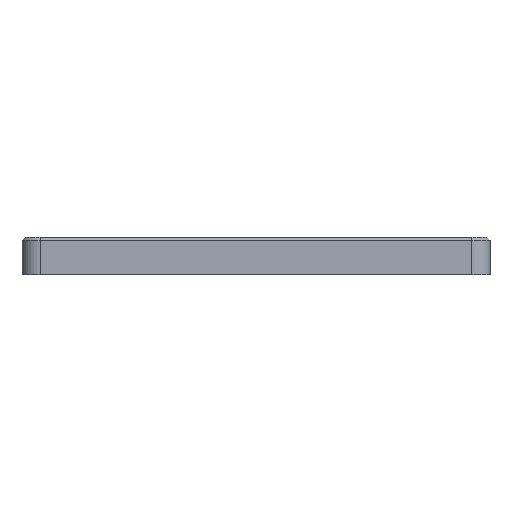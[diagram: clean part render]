
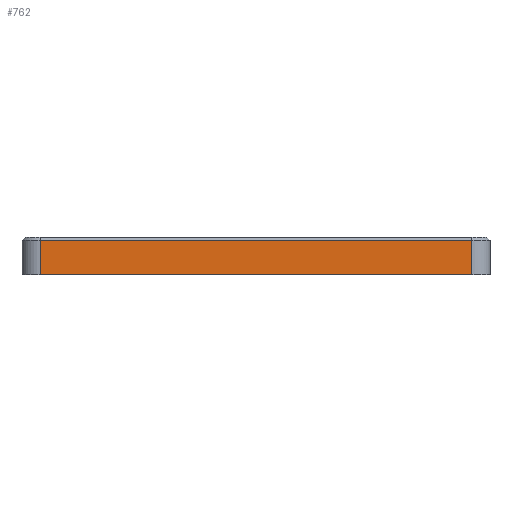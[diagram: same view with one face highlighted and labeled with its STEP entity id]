
A CAD part, left-side view. The second image highlights one B-rep face of the part: STEP entity #762.
In plain terms, the highlighted planar face has unit normal (-1, 0, 0).
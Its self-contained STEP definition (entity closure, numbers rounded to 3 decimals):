
#109 = CARTESIAN_POINT ( 'NONE',  ( 0., 3., 5.65 ) ) ;
#573 = LINE ( 'NONE', #5280, #7017 ) ;
#726 = DIRECTION ( 'NONE',  ( 0., -1., 0. ) ) ;
#762 = ADVANCED_FACE ( 'NONE', ( #8628 ), #7235, .F. ) ;
#768 = CARTESIAN_POINT ( 'NONE',  ( 0., 74.63, 0. ) ) ;
#1058 = ORIENTED_EDGE ( 'NONE', *, *, #3890, .T. ) ;
#1068 = ORIENTED_EDGE ( 'NONE', *, *, #3082, .T. ) ;
#1225 = DIRECTION ( 'NONE',  ( 0., 1., 0. ) ) ;
#1443 = DIRECTION ( 'NONE',  ( 0., 0., -1. ) ) ;
#1582 = LINE ( 'NONE', #6823, #4386 ) ;
#1594 = AXIS2_PLACEMENT_3D ( 'NONE', #3269, #3313, #2530 ) ;
#2050 = CARTESIAN_POINT ( 'NONE',  ( 0., 0., 0. ) ) ;
#2085 = VERTEX_POINT ( 'NONE', #768 ) ;
#2530 = DIRECTION ( 'NONE',  ( 0., 0., -1. ) ) ;
#3082 = EDGE_CURVE ( 'NONE', #2085, #3105, #8094, .T. ) ;
#3105 = VERTEX_POINT ( 'NONE', #4069 ) ;
#3269 = CARTESIAN_POINT ( 'NONE',  ( 0., 0., 6.15 ) ) ;
#3313 = DIRECTION ( 'NONE',  ( 1., 0., 0. ) ) ;
#3333 = EDGE_CURVE ( 'NONE', #3105, #8464, #5063, .T. ) ;
#3734 = EDGE_LOOP ( 'NONE', ( #6951, #7636, #1058, #1068 ) ) ;
#3890 = EDGE_CURVE ( 'NONE', #5115, #2085, #1582, .T. ) ;
#4069 = CARTESIAN_POINT ( 'NONE',  ( 0., 3., 0. ) ) ;
#4386 = VECTOR ( 'NONE', #1443, 1000. ) ;
#4422 = DIRECTION ( 'NONE',  ( 0., 0., 1. ) ) ;
#5063 = LINE ( 'NONE', #7882, #7210 ) ;
#5115 = VERTEX_POINT ( 'NONE', #5252 ) ;
#5252 = CARTESIAN_POINT ( 'NONE',  ( 0., 74.63, 5.65 ) ) ;
#5280 = CARTESIAN_POINT ( 'NONE',  ( 0., 0., 5.65 ) ) ;
#6397 = EDGE_CURVE ( 'NONE', #8464, #5115, #573, .T. ) ;
#6823 = CARTESIAN_POINT ( 'NONE',  ( 0., 74.63, 6.15 ) ) ;
#6951 = ORIENTED_EDGE ( 'NONE', *, *, #3333, .T. ) ;
#7017 = VECTOR ( 'NONE', #1225, 1000. ) ;
#7210 = VECTOR ( 'NONE', #4422, 1000. ) ;
#7235 = PLANE ( 'NONE',  #1594 ) ;
#7594 = VECTOR ( 'NONE', #726, 1000. ) ;
#7636 = ORIENTED_EDGE ( 'NONE', *, *, #6397, .T. ) ;
#7882 = CARTESIAN_POINT ( 'NONE',  ( 0., 3., 6.15 ) ) ;
#8094 = LINE ( 'NONE', #2050, #7594 ) ;
#8464 = VERTEX_POINT ( 'NONE', #109 ) ;
#8628 = FACE_OUTER_BOUND ( 'NONE', #3734, .T. ) ;
